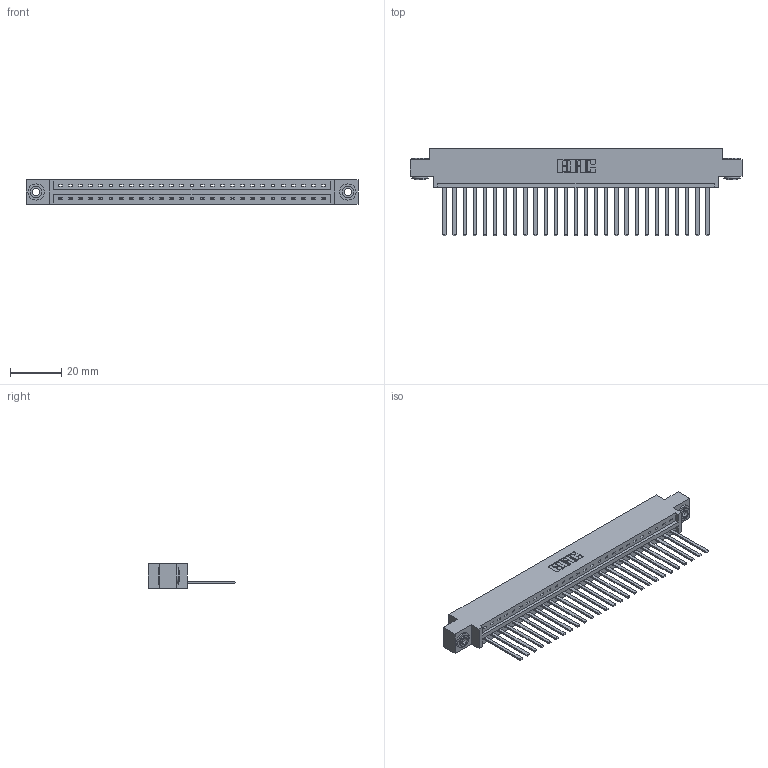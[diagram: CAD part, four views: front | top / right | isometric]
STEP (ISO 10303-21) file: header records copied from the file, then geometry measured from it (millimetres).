
FILE_DESCRIPTION (( 'STEP AP203' ), '1' );
FILE_NAME ('337-027-544-603.STEP', '2018-08-06T08:20:00', ( '' ), ( '' ), 'SwSTEP 2.0', 'SolidWorks 2016', '' );
FILE_SCHEMA (( 'CONFIG_CONTROL_DESIGN' ));
Length unit declared in the file: inch
Products named in the file (4): 345-250-002_345-250-002-102; 337-027-544-603; 337 Part_0.170 Offset - 0.156 Dia-TH; 345-292-001_345-293-144
Assembly tree (30 placements, depth 2):
  337-027-544-603
    337 Part_0.170 Offset - 0.156 Dia-TH
    345-292-001_345-293-144  x27
    345-250-002_345-250-002-102  x2
Bounding box: 130 x 34.3 x 9.4 mm (x, y, z)
Volume: 13537.9 mm3; surface area: 15263.9 mm2
Topology: 30 solids, 30 shells, 1668 faces, 4989 edges, 3286 vertices
Faces by surface type: plane 1218, cylinder 442, cone 8
Entity records: 22608 total; most frequent: CARTESIAN_POINT 3914, ORIENTED_EDGE 3870, DIRECTION 3355, EDGE_CURVE 1935, LINE 1787, VECTOR 1787, VERTEX_POINT 1286, AXIS2_PLACEMENT_3D 784
